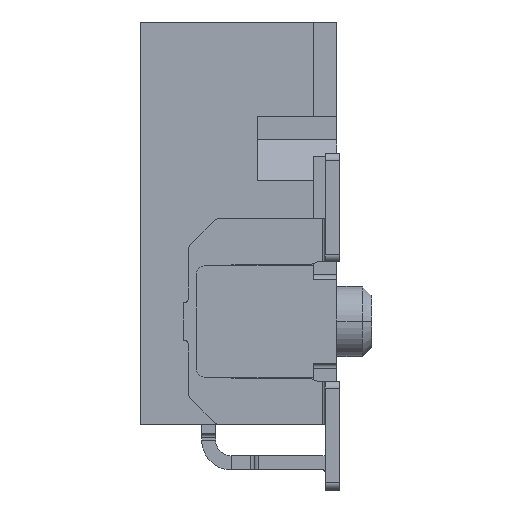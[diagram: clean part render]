
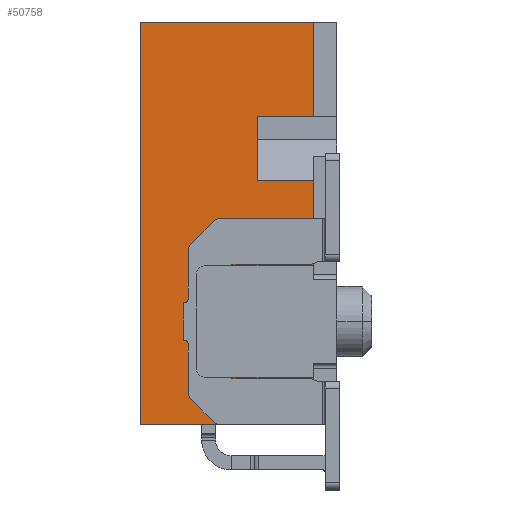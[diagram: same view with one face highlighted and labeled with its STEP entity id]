
A CAD part, left-side view. The second image highlights one B-rep face of the part: STEP entity #50758.
In plain terms, the highlighted planar face has unit normal (-1, 0, 0).
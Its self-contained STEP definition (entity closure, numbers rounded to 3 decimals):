
#174 = VECTOR ( 'NONE', #22263, 1000. ) ;
#817 = ORIENTED_EDGE ( 'NONE', *, *, #22582, .T. ) ;
#1048 = VECTOR ( 'NONE', #57003, 1000. ) ;
#1622 = VECTOR ( 'NONE', #2887, 1000. ) ;
#1880 = DIRECTION ( 'NONE',  ( 1., 0., 0. ) ) ;
#2887 = DIRECTION ( 'NONE',  ( 0., 0., -1. ) ) ;
#3352 = VECTOR ( 'NONE', #23897, 1000. ) ;
#3378 = VECTOR ( 'NONE', #11146, 1000. ) ;
#3762 = EDGE_CURVE ( 'NONE', #29852, #25548, #9690, .T. ) ;
#4190 = ORIENTED_EDGE ( 'NONE', *, *, #47570, .T. ) ;
#4605 = VERTEX_POINT ( 'NONE', #29775 ) ;
#4772 = LINE ( 'NONE', #51455, #3352 ) ;
#5863 = ORIENTED_EDGE ( 'NONE', *, *, #56635, .F. ) ;
#6054 = ORIENTED_EDGE ( 'NONE', *, *, #12080, .F. ) ;
#6220 = FACE_OUTER_BOUND ( 'NONE', #17671, .T. ) ;
#6636 = CARTESIAN_POINT ( 'NONE',  ( -6.445, -1.6, 8.2 ) ) ;
#7086 = VERTEX_POINT ( 'NONE', #51129 ) ;
#7395 = AXIS2_PLACEMENT_3D ( 'NONE', #18257, #50453, #22849 ) ;
#8691 = CIRCLE ( 'NONE', #27367, 0.2 ) ;
#9286 = VECTOR ( 'NONE', #21005, 1000. ) ;
#9387 = DIRECTION ( 'NONE',  ( 1., 0., 0. ) ) ;
#9690 = LINE ( 'NONE', #19876, #33971 ) ;
#9712 = DIRECTION ( 'NONE',  ( 0., 1., 0. ) ) ;
#9986 = VERTEX_POINT ( 'NONE', #11560 ) ;
#10239 = VECTOR ( 'NONE', #9712, 1000. ) ;
#10262 = AXIS2_PLACEMENT_3D ( 'NONE', #29173, #1880, #33794 ) ;
#10803 = PLANE ( 'NONE',  #10262 ) ;
#10866 = ORIENTED_EDGE ( 'NONE', *, *, #51736, .T. ) ;
#10887 = LINE ( 'NONE', #58104, #33779 ) ;
#11130 = EDGE_CURVE ( 'NONE', #11265, #33210, #24393, .T. ) ;
#11146 = DIRECTION ( 'NONE',  ( 0., 0., 1. ) ) ;
#11265 = VERTEX_POINT ( 'NONE', #26354 ) ;
#11560 = CARTESIAN_POINT ( 'NONE',  ( -6.445, -1.6, 2.995 ) ) ;
#12080 = EDGE_CURVE ( 'NONE', #4605, #45283, #20361, .T. ) ;
#13849 = ORIENTED_EDGE ( 'NONE', *, *, #48140, .T. ) ;
#15430 = VECTOR ( 'NONE', #40304, 1000. ) ;
#15448 = LINE ( 'NONE', #6636, #3378 ) ;
#16244 = CARTESIAN_POINT ( 'NONE',  ( -6.445, -0.4, 4.814 ) ) ;
#16457 = CARTESIAN_POINT ( 'NONE',  ( -6.445, -1.6, 0.605 ) ) ;
#17671 = EDGE_LOOP ( 'NONE', ( #35922, #13849, #6054, #31746, #34599, #817, #40840, #10866, #22538, #4190, #40955, #55376, #5863, #25763 ) ) ;
#17682 = CARTESIAN_POINT ( 'NONE',  ( -6.445, -1.6, 8.2 ) ) ;
#18257 = CARTESIAN_POINT ( 'NONE',  ( -6.445, 0.7, 2.795 ) ) ;
#19574 = CARTESIAN_POINT ( 'NONE',  ( -6.445, -1.6, -0.4 ) ) ;
#19876 = CARTESIAN_POINT ( 'NONE',  ( -6.445, 2.1, 8.2 ) ) ;
#20361 = LINE ( 'NONE', #25969, #52697 ) ;
#21005 = DIRECTION ( 'NONE',  ( 0., -1., 0. ) ) ;
#21688 = DIRECTION ( 'NONE',  ( 0., -1., 0. ) ) ;
#22263 = DIRECTION ( 'NONE',  ( 0., 0., -1. ) ) ;
#22538 = ORIENTED_EDGE ( 'NONE', *, *, #33715, .T. ) ;
#22582 = EDGE_CURVE ( 'NONE', #25548, #39175, #34166, .T. ) ;
#22638 = VERTEX_POINT ( 'NONE', #30607 ) ;
#22849 = DIRECTION ( 'NONE',  ( 0., 1., 0. ) ) ;
#22948 = CARTESIAN_POINT ( 'NONE',  ( -6.445, -0.4, 4.814 ) ) ;
#23515 = VERTEX_POINT ( 'NONE', #47023 ) ;
#23897 = DIRECTION ( 'NONE',  ( 0., -1., 0. ) ) ;
#24393 = LINE ( 'NONE', #34786, #1622 ) ;
#25478 = EDGE_CURVE ( 'NONE', #29852, #4605, #4772, .T. ) ;
#25548 = VERTEX_POINT ( 'NONE', #28883 ) ;
#25726 = EDGE_CURVE ( 'NONE', #23515, #22638, #53401, .T. ) ;
#25763 = ORIENTED_EDGE ( 'NONE', *, *, #38369, .F. ) ;
#25969 = CARTESIAN_POINT ( 'NONE',  ( -6.445, -1.6, 8.2 ) ) ;
#26284 = CARTESIAN_POINT ( 'NONE',  ( -6.445, 0.9, 2.995 ) ) ;
#26354 = CARTESIAN_POINT ( 'NONE',  ( -6.445, -0.4, 6.18 ) ) ;
#27367 = AXIS2_PLACEMENT_3D ( 'NONE', #36726, #9387, #41382 ) ;
#27770 = CARTESIAN_POINT ( 'NONE',  ( -6.445, 0.7, 0.605 ) ) ;
#28883 = CARTESIAN_POINT ( 'NONE',  ( -6.445, 2.1, -0.4 ) ) ;
#29028 = LINE ( 'NONE', #58548, #15430 ) ;
#29066 = DIRECTION ( 'NONE',  ( 0., 0., -1. ) ) ;
#29173 = CARTESIAN_POINT ( 'NONE',  ( -6.445, 2.1, 8.2 ) ) ;
#29775 = CARTESIAN_POINT ( 'NONE',  ( -6.445, -1.6, 8.2 ) ) ;
#29852 = VERTEX_POINT ( 'NONE', #30655 ) ;
#30607 = CARTESIAN_POINT ( 'NONE',  ( -6.445, 0.7, 2.995 ) ) ;
#30655 = CARTESIAN_POINT ( 'NONE',  ( -6.445, 2.1, 8.2 ) ) ;
#31746 = ORIENTED_EDGE ( 'NONE', *, *, #25478, .F. ) ;
#33210 = VERTEX_POINT ( 'NONE', #22948 ) ;
#33715 = EDGE_CURVE ( 'NONE', #39007, #7086, #8691, .T. ) ;
#33779 = VECTOR ( 'NONE', #39825, 1000. ) ;
#33794 = DIRECTION ( 'NONE',  ( 0., 1., 0. ) ) ;
#33971 = VECTOR ( 'NONE', #29066, 1000. ) ;
#34166 = LINE ( 'NONE', #34624, #9286 ) ;
#34599 = ORIENTED_EDGE ( 'NONE', *, *, #3762, .T. ) ;
#34624 = CARTESIAN_POINT ( 'NONE',  ( -6.445, 2.1, -0.4 ) ) ;
#34786 = CARTESIAN_POINT ( 'NONE',  ( -6.445, -0.4, 4.814 ) ) ;
#35183 = CARTESIAN_POINT ( 'NONE',  ( -6.445, -1.6, 4.814 ) ) ;
#35922 = ORIENTED_EDGE ( 'NONE', *, *, #11130, .F. ) ;
#36726 = CARTESIAN_POINT ( 'NONE',  ( -6.445, 0.7, 0.805 ) ) ;
#38369 = EDGE_CURVE ( 'NONE', #33210, #42265, #48334, .T. ) ;
#39007 = VERTEX_POINT ( 'NONE', #27770 ) ;
#39175 = VERTEX_POINT ( 'NONE', #19574 ) ;
#39823 = DIRECTION ( 'NONE',  ( 0., 0., -1. ) ) ;
#39825 = DIRECTION ( 'NONE',  ( 0., -1., 0. ) ) ;
#40304 = DIRECTION ( 'NONE',  ( 0., 0., 1. ) ) ;
#40840 = ORIENTED_EDGE ( 'NONE', *, *, #59374, .T. ) ;
#40955 = ORIENTED_EDGE ( 'NONE', *, *, #25726, .T. ) ;
#41028 = LINE ( 'NONE', #50634, #10239 ) ;
#41382 = DIRECTION ( 'NONE',  ( 0., 1., 0. ) ) ;
#42265 = VERTEX_POINT ( 'NONE', #35183 ) ;
#45283 = VERTEX_POINT ( 'NONE', #45452 ) ;
#45452 = CARTESIAN_POINT ( 'NONE',  ( -6.445, -1.6, 6.18 ) ) ;
#47023 = CARTESIAN_POINT ( 'NONE',  ( -6.445, 0.9, 2.795 ) ) ;
#47419 = LINE ( 'NONE', #17682, #174 ) ;
#47570 = EDGE_CURVE ( 'NONE', #7086, #23515, #29028, .T. ) ;
#48140 = EDGE_CURVE ( 'NONE', #11265, #45283, #10887, .T. ) ;
#48334 = LINE ( 'NONE', #16244, #1048 ) ;
#50453 = DIRECTION ( 'NONE',  ( 1., 0., 0. ) ) ;
#50634 = CARTESIAN_POINT ( 'NONE',  ( -6.445, 0.9, 0.605 ) ) ;
#50758 = ADVANCED_FACE ( 'NONE', ( #6220 ), #10803, .F. ) ;
#51129 = CARTESIAN_POINT ( 'NONE',  ( -6.445, 0.9, 0.805 ) ) ;
#51455 = CARTESIAN_POINT ( 'NONE',  ( -6.445, 2.1, 8.2 ) ) ;
#51736 = EDGE_CURVE ( 'NONE', #52331, #39007, #41028, .T. ) ;
#52331 = VERTEX_POINT ( 'NONE', #16457 ) ;
#52697 = VECTOR ( 'NONE', #39823, 1000. ) ;
#53194 = VECTOR ( 'NONE', #21688, 1000. ) ;
#53401 = CIRCLE ( 'NONE', #7395, 0.2 ) ;
#54659 = LINE ( 'NONE', #26284, #53194 ) ;
#55376 = ORIENTED_EDGE ( 'NONE', *, *, #56548, .T. ) ;
#56548 = EDGE_CURVE ( 'NONE', #22638, #9986, #54659, .T. ) ;
#56635 = EDGE_CURVE ( 'NONE', #42265, #9986, #47419, .T. ) ;
#57003 = DIRECTION ( 'NONE',  ( 0., -1., 0. ) ) ;
#58104 = CARTESIAN_POINT ( 'NONE',  ( -6.445, -0.4, 6.18 ) ) ;
#58548 = CARTESIAN_POINT ( 'NONE',  ( -6.445, 0.9, 0.605 ) ) ;
#59374 = EDGE_CURVE ( 'NONE', #39175, #52331, #15448, .T. ) ;
